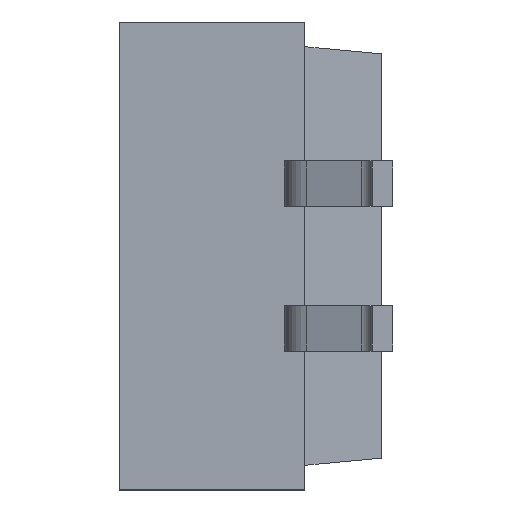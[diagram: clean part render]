
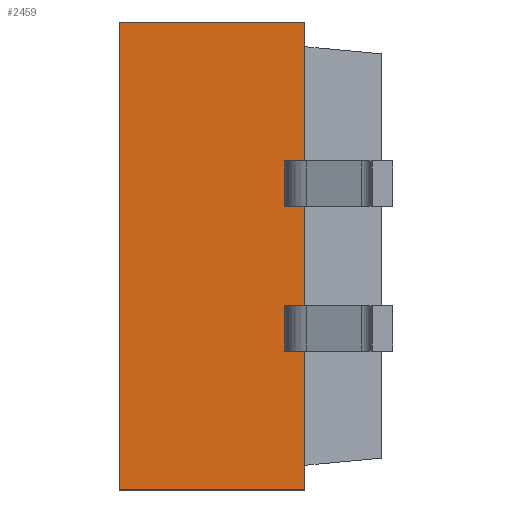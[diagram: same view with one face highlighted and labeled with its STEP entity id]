
A CAD part, left-side view. The second image highlights one B-rep face of the part: STEP entity #2459.
In plain terms, the highlighted planar face has unit normal (-1, 0, 0).
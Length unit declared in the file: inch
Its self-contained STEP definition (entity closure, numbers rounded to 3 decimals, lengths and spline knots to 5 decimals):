
#100 = DIRECTION ( 'NONE',  ( 0., 1., 0. ) ) ;
#120 = DIRECTION ( 'NONE',  ( -1., 0., 0. ) ) ;
#209 = CARTESIAN_POINT ( 'NONE',  ( 0.27461, 0.15354, 0.0376 ) ) ;
#355 = LINE ( 'NONE', #2264, #1576 ) ;
#394 = LINE ( 'NONE', #1611, #2430 ) ;
#405 = LINE ( 'NONE', #1689, #1179 ) ;
#409 = ORIENTED_EDGE ( 'NONE', *, *, #1345, .T. ) ;
#457 = CARTESIAN_POINT ( 'NONE',  ( 0.27461, 0.13583, -0.12894 ) ) ;
#474 = LINE ( 'NONE', #808, #3282 ) ;
#524 = EDGE_CURVE ( 'NONE', #2501, #1413, #3691, .T. ) ;
#535 = CARTESIAN_POINT ( 'NONE',  ( 0.27461, 0.09646, -0.06043 ) ) ;
#562 = CARTESIAN_POINT ( 'NONE',  ( 0.27461, 0.09646, -0.01043 ) ) ;
#587 = EDGE_CURVE ( 'NONE', #2522, #991, #355, .T. ) ;
#604 = VERTEX_POINT ( 'NONE', #986 ) ;
#623 = VECTOR ( 'NONE', #2609, 39.37008 ) ;
#635 = CARTESIAN_POINT ( 'NONE',  ( 0.27461, 0.08937, -0.01043 ) ) ;
#669 = LINE ( 'NONE', #3482, #623 ) ;
#675 = DIRECTION ( 'NONE',  ( 0., 0., 1. ) ) ;
#694 = DIRECTION ( 'NONE',  ( 0., -1., 0. ) ) ;
#794 = CARTESIAN_POINT ( 'NONE',  ( 0.27461, 0.15354, -0.12421 ) ) ;
#808 = CARTESIAN_POINT ( 'NONE',  ( 0.27461, 0.15354, -0.42421 ) ) ;
#838 = VECTOR ( 'NONE', #1669, 39.37008 ) ;
#907 = DIRECTION ( 'NONE',  ( 0., 0., -1. ) ) ;
#952 = LINE ( 'NONE', #2591, #2790 ) ;
#986 = CARTESIAN_POINT ( 'NONE',  ( 0.27461, 0.09646, -0.02618 ) ) ;
#991 = VERTEX_POINT ( 'NONE', #3073 ) ;
#1013 = FACE_OUTER_BOUND ( 'NONE', #1679, .T. ) ;
#1028 = VECTOR ( 'NONE', #907, 39.37008 ) ;
#1138 = ORIENTED_EDGE ( 'NONE', *, *, #2864, .T. ) ;
#1179 = VECTOR ( 'NONE', #100, 39.37008 ) ;
#1203 = ORIENTED_EDGE ( 'NONE', *, *, #2164, .T. ) ;
#1295 = VERTEX_POINT ( 'NONE', #1567 ) ;
#1344 = DIRECTION ( 'NONE',  ( 0., 1., 0. ) ) ;
#1345 = EDGE_CURVE ( 'NONE', #4014, #1295, #3580, .T. ) ;
#1386 = CARTESIAN_POINT ( 'NONE',  ( 0.27461, 0.09646, -0.01043 ) ) ;
#1413 = VERTEX_POINT ( 'NONE', #2670 ) ;
#1492 = ORIENTED_EDGE ( 'NONE', *, *, #1778, .F. ) ;
#1567 = CARTESIAN_POINT ( 'NONE',  ( 0.27461, 0.08937, -0.02618 ) ) ;
#1576 = VECTOR ( 'NONE', #675, 39.37008 ) ;
#1604 = LINE ( 'NONE', #2868, #2356 ) ;
#1609 = CARTESIAN_POINT ( 'NONE',  ( 0.27461, 0.09646, -0.06043 ) ) ;
#1611 = CARTESIAN_POINT ( 'NONE',  ( 0.27461, 0.13583, 0.0376 ) ) ;
#1667 = DIRECTION ( 'NONE',  ( 0., 0., -1. ) ) ;
#1669 = DIRECTION ( 'NONE',  ( 0., 0., -1. ) ) ;
#1679 = EDGE_LOOP ( 'NONE', ( #3926, #1138, #3472, #1203, #3350, #3086, #409, #3965, #2935, #1492, #2605, #2649 ) ) ;
#1689 = CARTESIAN_POINT ( 'NONE',  ( 0.27461, 0.08937, -0.07618 ) ) ;
#1778 = EDGE_CURVE ( 'NONE', #4021, #3943, #2845, .T. ) ;
#1920 = CARTESIAN_POINT ( 'NONE',  ( 0.27461, 0.08937, 0.0376 ) ) ;
#1972 = CARTESIAN_POINT ( 'NONE',  ( 0.27461, 0.08937, -0.01043 ) ) ;
#2047 = DIRECTION ( 'NONE',  ( 0., 0., 1. ) ) ;
#2157 = EDGE_CURVE ( 'NONE', #3943, #604, #2297, .T. ) ;
#2159 = VECTOR ( 'NONE', #3423, 39.37008 ) ;
#2164 = EDGE_CURVE ( 'NONE', #991, #1413, #405, .T. ) ;
#2226 = CARTESIAN_POINT ( 'NONE',  ( 0.27461, 0.08937, -0.06043 ) ) ;
#2233 = CARTESIAN_POINT ( 'NONE',  ( 0.27461, 0.08937, -0.12421 ) ) ;
#2264 = CARTESIAN_POINT ( 'NONE',  ( 0.27461, 0.08937, -0.11043 ) ) ;
#2296 = PLANE ( 'NONE',  #2516 ) ;
#2297 = LINE ( 'NONE', #1386, #838 ) ;
#2356 = VECTOR ( 'NONE', #2891, 39.37008 ) ;
#2430 = VECTOR ( 'NONE', #694, 39.37008 ) ;
#2459 = ADVANCED_FACE ( 'NONE', ( #1013 ), #2296, .T. ) ;
#2501 = VERTEX_POINT ( 'NONE', #1609 ) ;
#2516 = AXIS2_PLACEMENT_3D ( 'NONE', #457, #120, #1667 ) ;
#2520 = EDGE_CURVE ( 'NONE', #4014, #2501, #952, .T. ) ;
#2522 = VERTEX_POINT ( 'NONE', #2233 ) ;
#2591 = CARTESIAN_POINT ( 'NONE',  ( 0.27461, 0.08937, -0.06043 ) ) ;
#2605 = ORIENTED_EDGE ( 'NONE', *, *, #2982, .T. ) ;
#2609 = DIRECTION ( 'NONE',  ( 0., 0., 1. ) ) ;
#2649 = ORIENTED_EDGE ( 'NONE', *, *, #2979, .F. ) ;
#2670 = CARTESIAN_POINT ( 'NONE',  ( 0.27461, 0.09646, -0.07618 ) ) ;
#2790 = VECTOR ( 'NONE', #3210, 39.37008 ) ;
#2810 = VERTEX_POINT ( 'NONE', #794 ) ;
#2845 = LINE ( 'NONE', #635, #3850 ) ;
#2864 = EDGE_CURVE ( 'NONE', #2810, #2522, #3121, .T. ) ;
#2868 = CARTESIAN_POINT ( 'NONE',  ( 0.27461, 0.08937, -0.02618 ) ) ;
#2884 = CARTESIAN_POINT ( 'NONE',  ( 0.27461, 0.08937, -0.06043 ) ) ;
#2891 = DIRECTION ( 'NONE',  ( 0., 1., 0. ) ) ;
#2935 = ORIENTED_EDGE ( 'NONE', *, *, #2157, .F. ) ;
#2960 = VECTOR ( 'NONE', #3491, 39.37008 ) ;
#2979 = EDGE_CURVE ( 'NONE', #3872, #3317, #394, .T. ) ;
#2982 = EDGE_CURVE ( 'NONE', #4021, #3317, #669, .T. ) ;
#3073 = CARTESIAN_POINT ( 'NONE',  ( 0.27461, 0.08937, -0.07618 ) ) ;
#3077 = CARTESIAN_POINT ( 'NONE',  ( 0.27461, 0.13583, -0.12421 ) ) ;
#3086 = ORIENTED_EDGE ( 'NONE', *, *, #2520, .F. ) ;
#3121 = LINE ( 'NONE', #3077, #2159 ) ;
#3210 = DIRECTION ( 'NONE',  ( 0., 1., 0. ) ) ;
#3282 = VECTOR ( 'NONE', #2047, 39.37008 ) ;
#3317 = VERTEX_POINT ( 'NONE', #1920 ) ;
#3350 = ORIENTED_EDGE ( 'NONE', *, *, #524, .F. ) ;
#3388 = EDGE_CURVE ( 'NONE', #2810, #3872, #474, .T. ) ;
#3423 = DIRECTION ( 'NONE',  ( 0., -1., 0. ) ) ;
#3472 = ORIENTED_EDGE ( 'NONE', *, *, #587, .T. ) ;
#3482 = CARTESIAN_POINT ( 'NONE',  ( 0.27461, 0.08937, -0.01043 ) ) ;
#3491 = DIRECTION ( 'NONE',  ( 0., 0., 1. ) ) ;
#3580 = LINE ( 'NONE', #2226, #2960 ) ;
#3648 = EDGE_CURVE ( 'NONE', #1295, #604, #1604, .T. ) ;
#3691 = LINE ( 'NONE', #535, #1028 ) ;
#3850 = VECTOR ( 'NONE', #1344, 39.37008 ) ;
#3872 = VERTEX_POINT ( 'NONE', #209 ) ;
#3926 = ORIENTED_EDGE ( 'NONE', *, *, #3388, .F. ) ;
#3943 = VERTEX_POINT ( 'NONE', #562 ) ;
#3965 = ORIENTED_EDGE ( 'NONE', *, *, #3648, .T. ) ;
#4014 = VERTEX_POINT ( 'NONE', #2884 ) ;
#4021 = VERTEX_POINT ( 'NONE', #1972 ) ;
